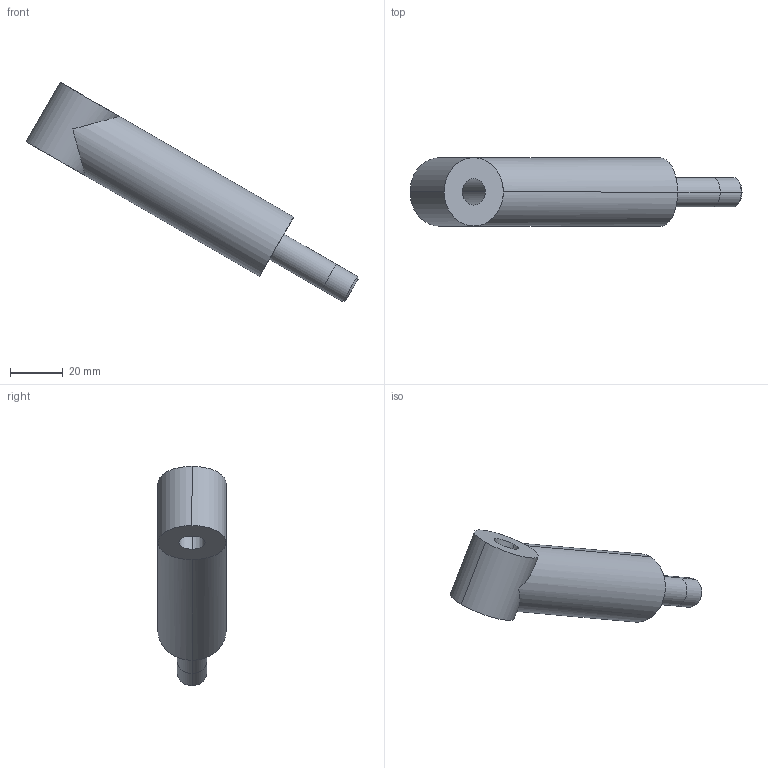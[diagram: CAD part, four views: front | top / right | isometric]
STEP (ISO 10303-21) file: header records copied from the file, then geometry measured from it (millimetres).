
FILE_DESCRIPTION (( 'STEP AP203' ), '1' );
FILE_NAME ('Canfield Lower Arm Boss -003_Default_sldprt.STEP', '2025-02-07T15:32:46', ( '' ), ( '' ), 'SwSTEP 2.0', 'SolidWorks 2024', '' );
FILE_SCHEMA (( 'CONFIG_CONTROL_DESIGN' ));
Length unit declared in the file: millimetre
Products named in the file (1): Canfield Lower Arm Boss -003_Default_sldprt
Bounding box: 126.24 x 26 x 83.44 mm (x, y, z)
Volume: 56612 mm3; surface area: 11470.6 mm2
Topology: 1 solids, 1 shells, 17 faces, 35 edges, 22 vertices
Faces by surface type: cylinder 10, plane 5, cone 2
Entity records: 538 total; most frequent: CARTESIAN_POINT 87, DIRECTION 87, ORIENTED_EDGE 70, AXIS2_PLACEMENT_3D 38, EDGE_CURVE 35, VERTEX_POINT 22, EDGE_LOOP 21, CIRCLE 20
